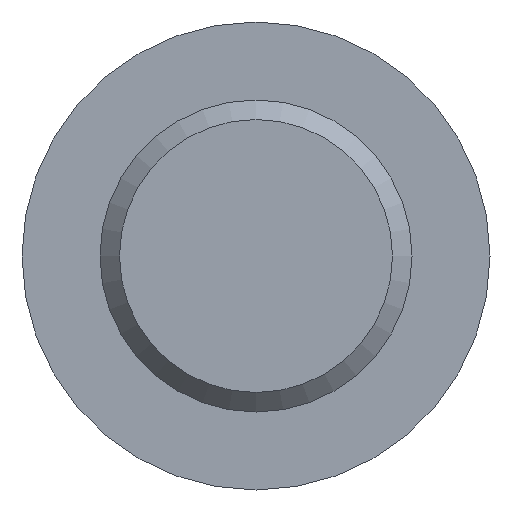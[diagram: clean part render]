
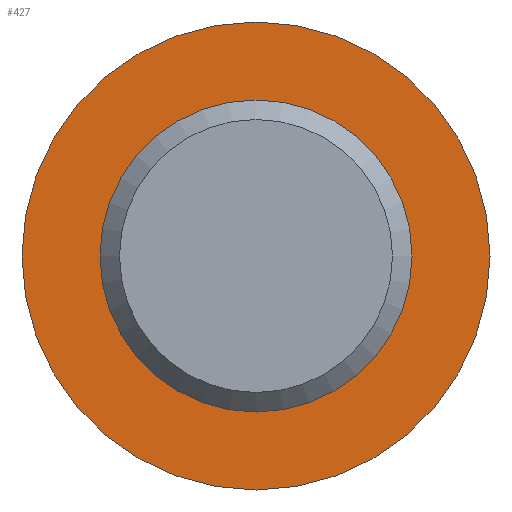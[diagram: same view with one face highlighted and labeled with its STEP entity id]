
A CAD part, front view. The second image highlights one B-rep face of the part: STEP entity #427.
In plain terms, the highlighted planar face has unit normal (0, -1, 0).
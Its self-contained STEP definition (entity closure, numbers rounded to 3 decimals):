
#14 = DIRECTION ( 'NONE',  ( 0., 0., 1. ) ) ;
#37 = VERTEX_POINT ( 'NONE', #505 ) ;
#78 = FACE_OUTER_BOUND ( 'NONE', #345, .T. ) ;
#107 = AXIS2_PLACEMENT_3D ( 'NONE', #446, #240, #389 ) ;
#169 = AXIS2_PLACEMENT_3D ( 'NONE', #420, #338, #213 ) ;
#188 = CARTESIAN_POINT ( 'NONE',  ( -10., 180., 0. ) ) ;
#199 = FACE_BOUND ( 'NONE', #227, .T. ) ;
#203 = EDGE_CURVE ( 'NONE', #37, #37, #367, .T. ) ;
#213 = DIRECTION ( 'NONE',  ( 0., 0., -1. ) ) ;
#227 = EDGE_LOOP ( 'NONE', ( #307 ) ) ;
#240 = DIRECTION ( 'NONE',  ( 0., -1., 0. ) ) ;
#307 = ORIENTED_EDGE ( 'NONE', *, *, #203, .F. ) ;
#335 = CIRCLE ( 'NONE', #107, 15. ) ;
#336 = EDGE_CURVE ( 'NONE', #437, #437, #335, .T. ) ;
#338 = DIRECTION ( 'NONE',  ( 0., -1., 0. ) ) ;
#345 = EDGE_LOOP ( 'NONE', ( #501 ) ) ;
#367 = CIRCLE ( 'NONE', #169, 10. ) ;
#369 = PLANE ( 'NONE',  #490 ) ;
#371 = DIRECTION ( 'NONE',  ( 0., 1., 0. ) ) ;
#389 = DIRECTION ( 'NONE',  ( 0., 0., -1. ) ) ;
#390 = CARTESIAN_POINT ( 'NONE',  ( 0., 180., -15. ) ) ;
#420 = CARTESIAN_POINT ( 'NONE',  ( 0., 180., 0. ) ) ;
#427 = ADVANCED_FACE ( 'NONE', ( #199, #78 ), #369, .F. ) ;
#437 = VERTEX_POINT ( 'NONE', #390 ) ;
#446 = CARTESIAN_POINT ( 'NONE',  ( 0., 180., 0. ) ) ;
#490 = AXIS2_PLACEMENT_3D ( 'NONE', #188, #371, #14 ) ;
#501 = ORIENTED_EDGE ( 'NONE', *, *, #336, .T. ) ;
#505 = CARTESIAN_POINT ( 'NONE',  ( 0., 180., -10. ) ) ;
